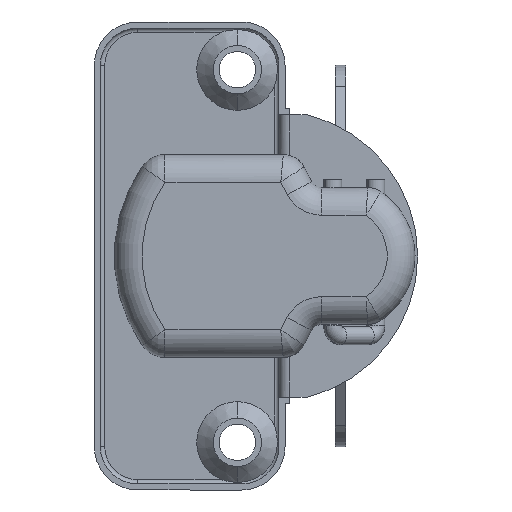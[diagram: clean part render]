
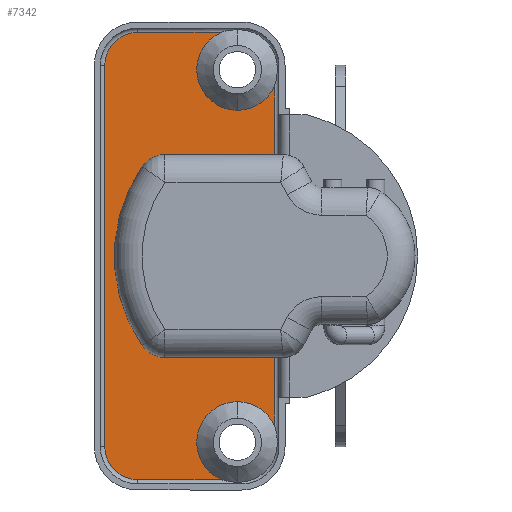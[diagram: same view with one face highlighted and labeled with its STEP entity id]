
A CAD part, left-side view. The second image highlights one B-rep face of the part: STEP entity #7342.
In plain terms, the highlighted planar face has unit normal (-1, 0, 0).
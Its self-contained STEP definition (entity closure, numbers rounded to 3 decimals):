
#3 = CARTESIAN_POINT ( 'NONE',  ( -0.7, 11.5, -11.7 ) ) ;
#32 = CARTESIAN_POINT ( 'NONE',  ( -0.7, 11.5, 11.7 ) ) ;
#151 = CIRCLE ( 'NONE', #17071, 3.2 ) ;
#348 = DIRECTION ( 'NONE',  ( 0., 0., -1. ) ) ;
#574 = EDGE_CURVE ( 'NONE', #4385, #11998, #9929, .T. ) ;
#661 = CARTESIAN_POINT ( 'NONE',  ( -0.7, 0., -16.81 ) ) ;
#767 = CIRCLE ( 'NONE', #7247, 4.69 ) ;
#1268 = AXIS2_PLACEMENT_3D ( 'NONE', #12168, #3412, #13649 ) ;
#1305 = PLANE ( 'NONE',  #4330 ) ;
#1324 = FACE_OUTER_BOUND ( 'NONE', #6410, .T. ) ;
#1356 = CARTESIAN_POINT ( 'NONE',  ( -0.7, 11.5, 25.8 ) ) ;
#1410 = DIRECTION ( 'NONE',  ( 0., 0., 1. ) ) ;
#1431 = LINE ( 'NONE', #7992, #13094 ) ;
#1500 = DIRECTION ( 'NONE',  ( 0., 1., 0. ) ) ;
#2148 = LINE ( 'NONE', #15564, #17248 ) ;
#2189 = LINE ( 'NONE', #12047, #9062 ) ;
#2302 = EDGE_CURVE ( 'NONE', #13049, #12220, #767, .T. ) ;
#2759 = DIRECTION ( 'NONE',  ( 1., 0., 0. ) ) ;
#2862 = AXIS2_PLACEMENT_3D ( 'NONE', #3371, #13589, #4812 ) ;
#2908 = VECTOR ( 'NONE', #1500, 1000. ) ;
#2976 = ORIENTED_EDGE ( 'NONE', *, *, #18716, .F. ) ;
#3024 = CARTESIAN_POINT ( 'NONE',  ( -0.7, 0., 16.81 ) ) ;
#3288 = EDGE_CURVE ( 'NONE', #10711, #13500, #6441, .T. ) ;
#3371 = CARTESIAN_POINT ( 'NONE',  ( -0.7, 0., 21.5 ) ) ;
#3412 = DIRECTION ( 'NONE',  ( -1., 0., 0. ) ) ;
#3573 = CARTESIAN_POINT ( 'NONE',  ( -0.7, 11.5, 22. ) ) ;
#3749 = VECTOR ( 'NONE', #10820, 1000. ) ;
#3876 = CARTESIAN_POINT ( 'NONE',  ( -0.7, -4.3, -19.628 ) ) ;
#4209 = LINE ( 'NONE', #12234, #3749 ) ;
#4330 = AXIS2_PLACEMENT_3D ( 'NONE', #5629, #2759, #12998 ) ;
#4385 = VERTEX_POINT ( 'NONE', #661 ) ;
#4812 = DIRECTION ( 'NONE',  ( 0., 0., -1. ) ) ;
#4816 = DIRECTION ( 'NONE',  ( 1., 0., 0. ) ) ;
#5015 = DIRECTION ( 'NONE',  ( 0., 0., -1. ) ) ;
#5157 = LINE ( 'NONE', #8688, #12501 ) ;
#5266 = ORIENTED_EDGE ( 'NONE', *, *, #18308, .F. ) ;
#5370 = ORIENTED_EDGE ( 'NONE', *, *, #3288, .T. ) ;
#5395 = CARTESIAN_POINT ( 'NONE',  ( -0.7, 15.3, 22. ) ) ;
#5501 = VERTEX_POINT ( 'NONE', #8011 ) ;
#5629 = CARTESIAN_POINT ( 'NONE',  ( -0.7, 11.5, -22. ) ) ;
#5978 = EDGE_CURVE ( 'NONE', #12498, #4385, #10506, .T. ) ;
#6191 = EDGE_CURVE ( 'NONE', #13500, #15772, #8657, .T. ) ;
#6348 = EDGE_CURVE ( 'NONE', #12220, #14791, #7293, .T. ) ;
#6410 = EDGE_LOOP ( 'NONE', ( #15213, #7022, #8245, #15420, #5370, #9448, #11410, #15284, #11833, #16085, #5266, #11799, #2976, #13832, #9101, #14177 ) ) ;
#6441 = CIRCLE ( 'NONE', #9094, 3.2 ) ;
#6604 = CARTESIAN_POINT ( 'NONE',  ( -0.7, 1.872, 25.8 ) ) ;
#6759 = CARTESIAN_POINT ( 'NONE',  ( -0.7, 8.359, -8.5 ) ) ;
#7022 = ORIENTED_EDGE ( 'NONE', *, *, #10541, .T. ) ;
#7247 = AXIS2_PLACEMENT_3D ( 'NONE', #16578, #7804, #18050 ) ;
#7293 = CIRCLE ( 'NONE', #2862, 4.69 ) ;
#7342 = ADVANCED_FACE ( 'NONE', ( #1324 ), #1305, .F. ) ;
#7785 = EDGE_CURVE ( 'NONE', #11086, #11785, #151, .T. ) ;
#7804 = DIRECTION ( 'NONE',  ( -1., 0., 0. ) ) ;
#7992 = CARTESIAN_POINT ( 'NONE',  ( -0.7, -4.3, -22. ) ) ;
#8011 = CARTESIAN_POINT ( 'NONE',  ( -0.7, -4.3, -11.7 ) ) ;
#8022 = EDGE_CURVE ( 'NONE', #12635, #9299, #5157, .T. ) ;
#8140 = CARTESIAN_POINT ( 'NONE',  ( -0.7, 8.359, 8.5 ) ) ;
#8198 = VECTOR ( 'NONE', #14669, 1000. ) ;
#8226 = DIRECTION ( 'NONE',  ( 1., 0., 0. ) ) ;
#8238 = DIRECTION ( 'NONE',  ( 0., 0., -1. ) ) ;
#8245 = ORIENTED_EDGE ( 'NONE', *, *, #7785, .T. ) ;
#8270 = DIRECTION ( 'NONE',  ( 0., 0., -1. ) ) ;
#8657 = LINE ( 'NONE', #32, #8198 ) ;
#8688 = CARTESIAN_POINT ( 'NONE',  ( -0.7, 15.3, -22. ) ) ;
#9008 = CARTESIAN_POINT ( 'NONE',  ( -0.7, 1.872, -25.8 ) ) ;
#9062 = VECTOR ( 'NONE', #10564, 1000. ) ;
#9094 = AXIS2_PLACEMENT_3D ( 'NONE', #8140, #18354, #9589 ) ;
#9101 = ORIENTED_EDGE ( 'NONE', *, *, #574, .F. ) ;
#9107 = DIRECTION ( 'NONE',  ( -1., 0., 0. ) ) ;
#9299 = VERTEX_POINT ( 'NONE', #5395 ) ;
#9448 = ORIENTED_EDGE ( 'NONE', *, *, #6191, .T. ) ;
#9589 = DIRECTION ( 'NONE',  ( 0., 0., -1. ) ) ;
#9929 = CIRCLE ( 'NONE', #16987, 4.69 ) ;
#10139 = VERTEX_POINT ( 'NONE', #18107 ) ;
#10506 = CIRCLE ( 'NONE', #1268, 4.69 ) ;
#10541 = EDGE_CURVE ( 'NONE', #5501, #11086, #11141, .T. ) ;
#10564 = DIRECTION ( 'NONE',  ( 0., -1., 0. ) ) ;
#10711 = VERTEX_POINT ( 'NONE', #14890 ) ;
#10820 = DIRECTION ( 'NONE',  ( 0., 1., 0. ) ) ;
#11086 = VERTEX_POINT ( 'NONE', #15185 ) ;
#11101 = CARTESIAN_POINT ( 'NONE',  ( -0.7, 8.359, 11.7 ) ) ;
#11141 = LINE ( 'NONE', #3, #2908 ) ;
#11410 = ORIENTED_EDGE ( 'NONE', *, *, #17615, .F. ) ;
#11527 = CARTESIAN_POINT ( 'NONE',  ( -0.7, 10.996, -10.313 ) ) ;
#11699 = CARTESIAN_POINT ( 'NONE',  ( -0.7, -4.3, 19.628 ) ) ;
#11785 = VERTEX_POINT ( 'NONE', #11527 ) ;
#11799 = ORIENTED_EDGE ( 'NONE', *, *, #8022, .F. ) ;
#11833 = ORIENTED_EDGE ( 'NONE', *, *, #2302, .F. ) ;
#11998 = VERTEX_POINT ( 'NONE', #9008 ) ;
#12047 = CARTESIAN_POINT ( 'NONE',  ( -0.7, 11.5, 25.8 ) ) ;
#12168 = CARTESIAN_POINT ( 'NONE',  ( -0.7, 0., -21.5 ) ) ;
#12220 = VERTEX_POINT ( 'NONE', #3024 ) ;
#12234 = CARTESIAN_POINT ( 'NONE',  ( -0.7, 11.5, -25.8 ) ) ;
#12350 = EDGE_CURVE ( 'NONE', #11998, #10139, #4209, .T. ) ;
#12498 = VERTEX_POINT ( 'NONE', #3876 ) ;
#12501 = VECTOR ( 'NONE', #1410, 1000. ) ;
#12635 = VERTEX_POINT ( 'NONE', #14421 ) ;
#12646 = VERTEX_POINT ( 'NONE', #1356 ) ;
#12998 = DIRECTION ( 'NONE',  ( 0., 0., -1. ) ) ;
#13049 = VERTEX_POINT ( 'NONE', #6604 ) ;
#13094 = VECTOR ( 'NONE', #18234, 1000. ) ;
#13500 = VERTEX_POINT ( 'NONE', #11101 ) ;
#13589 = DIRECTION ( 'NONE',  ( -1., 0., 0. ) ) ;
#13598 = CARTESIAN_POINT ( 'NONE',  ( -0.7, 11.5, -22. ) ) ;
#13649 = DIRECTION ( 'NONE',  ( 0., 0., -1. ) ) ;
#13789 = DIRECTION ( 'NONE',  ( 1., 0., 0. ) ) ;
#13832 = ORIENTED_EDGE ( 'NONE', *, *, #12350, .F. ) ;
#14177 = ORIENTED_EDGE ( 'NONE', *, *, #5978, .F. ) ;
#14421 = CARTESIAN_POINT ( 'NONE',  ( -0.7, 15.3, -22. ) ) ;
#14552 = EDGE_CURVE ( 'NONE', #11785, #10711, #15942, .T. ) ;
#14669 = DIRECTION ( 'NONE',  ( 0., -1., 0. ) ) ;
#14791 = VERTEX_POINT ( 'NONE', #11699 ) ;
#14890 = CARTESIAN_POINT ( 'NONE',  ( -0.7, 10.996, 10.313 ) ) ;
#15040 = CIRCLE ( 'NONE', #16120, 3.8 ) ;
#15069 = DIRECTION ( 'NONE',  ( 0., 0., -1. ) ) ;
#15075 = EDGE_CURVE ( 'NONE', #12646, #13049, #2189, .T. ) ;
#15185 = CARTESIAN_POINT ( 'NONE',  ( -0.7, 8.359, -11.7 ) ) ;
#15213 = ORIENTED_EDGE ( 'NONE', *, *, #16128, .F. ) ;
#15284 = ORIENTED_EDGE ( 'NONE', *, *, #6348, .F. ) ;
#15420 = ORIENTED_EDGE ( 'NONE', *, *, #14552, .T. ) ;
#15564 = CARTESIAN_POINT ( 'NONE',  ( -0.7, -4.3, -22. ) ) ;
#15574 = AXIS2_PLACEMENT_3D ( 'NONE', #16973, #8226, #18459 ) ;
#15772 = VERTEX_POINT ( 'NONE', #16956 ) ;
#15939 = CIRCLE ( 'NONE', #18310, 3.8 ) ;
#15942 = CIRCLE ( 'NONE', #15574, 18.2 ) ;
#16085 = ORIENTED_EDGE ( 'NONE', *, *, #15075, .F. ) ;
#16120 = AXIS2_PLACEMENT_3D ( 'NONE', #3573, #13789, #5015 ) ;
#16128 = EDGE_CURVE ( 'NONE', #5501, #12498, #2148, .T. ) ;
#16578 = CARTESIAN_POINT ( 'NONE',  ( -0.7, 0., 21.5 ) ) ;
#16956 = CARTESIAN_POINT ( 'NONE',  ( -0.7, -4.3, 11.7 ) ) ;
#16973 = CARTESIAN_POINT ( 'NONE',  ( -0.7, -4., 0. ) ) ;
#16987 = AXIS2_PLACEMENT_3D ( 'NONE', #17843, #9107, #348 ) ;
#16991 = DIRECTION ( 'NONE',  ( 1., 0., 0. ) ) ;
#17071 = AXIS2_PLACEMENT_3D ( 'NONE', #6759, #16991, #8238 ) ;
#17248 = VECTOR ( 'NONE', #8270, 1000. ) ;
#17615 = EDGE_CURVE ( 'NONE', #14791, #15772, #1431, .T. ) ;
#17843 = CARTESIAN_POINT ( 'NONE',  ( -0.7, 0., -21.5 ) ) ;
#18050 = DIRECTION ( 'NONE',  ( 0., 0., -1. ) ) ;
#18107 = CARTESIAN_POINT ( 'NONE',  ( -0.7, 11.5, -25.8 ) ) ;
#18234 = DIRECTION ( 'NONE',  ( 0., 0., -1. ) ) ;
#18308 = EDGE_CURVE ( 'NONE', #9299, #12646, #15040, .T. ) ;
#18310 = AXIS2_PLACEMENT_3D ( 'NONE', #13598, #4816, #15069 ) ;
#18354 = DIRECTION ( 'NONE',  ( 1., 0., 0. ) ) ;
#18459 = DIRECTION ( 'NONE',  ( 0., 0., -1. ) ) ;
#18716 = EDGE_CURVE ( 'NONE', #10139, #12635, #15939, .T. ) ;
